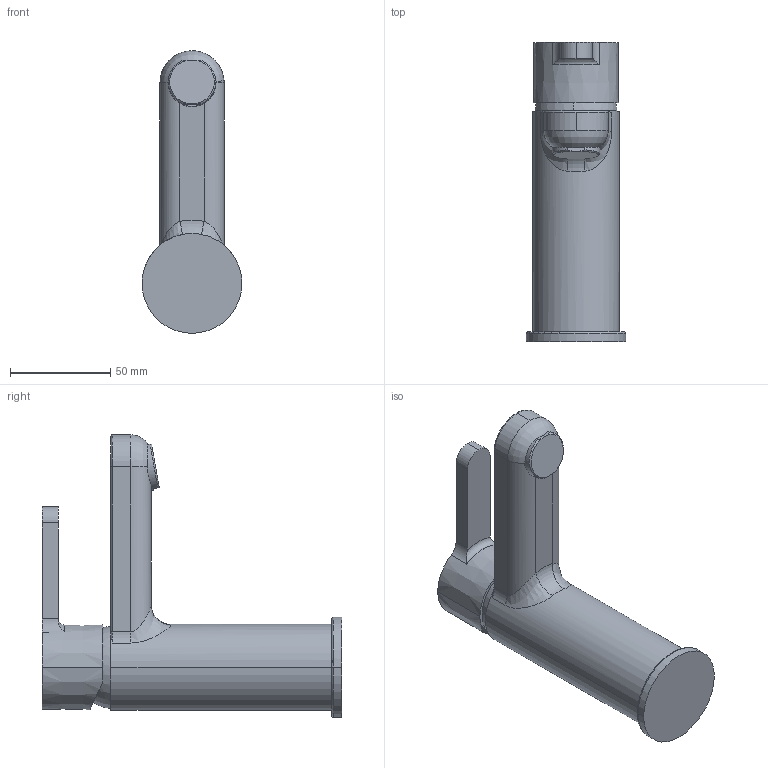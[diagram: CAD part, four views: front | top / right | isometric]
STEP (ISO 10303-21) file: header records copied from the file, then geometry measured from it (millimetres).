
FILE_DESCRIPTION(('CoCreate Modeling STEP Export'),'2;1');
FILE_NAME('92CR205CX.stp','2019-02-07T14:12:37',(''),(''),'CoCreate Modeling STEP processor for AP214 (Solid Model)','CoCreate Modeling 17.0 01-Apr-2010 (C) Parametric Technology GmbH','');
FILE_SCHEMA(('AUTOMOTIVE_DESIGN { 1 0 10303 214 1 1 1 1 }'));
Length unit declared in the file: millimetre
Products named in the file (2): 92-205CX
Assembly tree (1 placements, depth 2):
  92-205CX
    92-205CX
Bounding box: 49.8 x 149.15 x 140.9 mm (x, y, z)
Volume: 280646.6 mm3; surface area: 35773.8 mm2
Topology: 1 solids, 1 shells, 52 faces, 134 edges, 86 vertices
Faces by surface type: cylinder 18, plane 16, torus 12, cone 4, bspline 2
Entity records: 1890 total; most frequent: CARTESIAN_POINT 701, ORIENTED_EDGE 268, DIRECTION 211, EDGE_CURVE 134, AXIS2_PLACEMENT_3D 86, VERTEX_POINT 86, EDGE_LOOP 54, FACE_OUTER_BOUND 52
